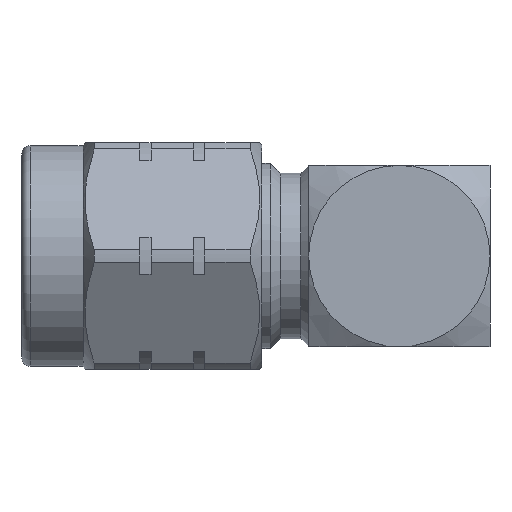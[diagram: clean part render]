
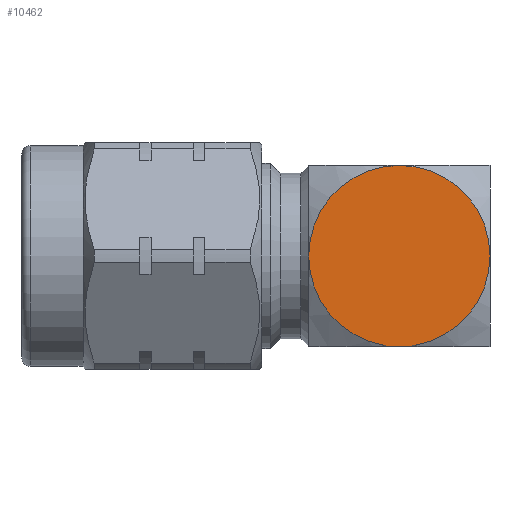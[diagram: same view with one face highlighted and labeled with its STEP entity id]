
A CAD part, front view. The second image highlights one B-rep face of the part: STEP entity #10462.
In plain terms, the highlighted planar face has unit normal (0, -1, 0).
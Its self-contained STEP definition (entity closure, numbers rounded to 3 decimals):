
#118 = CIRCLE ( 'NONE', #992, 3.196 ) ;
#680 = DIRECTION ( 'NONE',  ( 0., -1., 0. ) ) ;
#730 = DIRECTION ( 'NONE',  ( 0., 0., -1. ) ) ;
#968 = EDGE_CURVE ( 'NONE', #7736, #8836, #4652, .T. ) ;
#978 = ORIENTED_EDGE ( 'NONE', *, *, #5202, .T. ) ;
#992 = AXIS2_PLACEMENT_3D ( 'NONE', #8376, #4220, #5902 ) ;
#1158 = EDGE_LOOP ( 'NONE', ( #7462, #978, #10055 ) ) ;
#1211 = CIRCLE ( 'NONE', #1729, 3.196 ) ;
#1483 = VERTEX_POINT ( 'NONE', #4809 ) ;
#1729 = AXIS2_PLACEMENT_3D ( 'NONE', #6560, #6504, #730 ) ;
#2306 = FACE_OUTER_BOUND ( 'NONE', #1158, .T. ) ;
#2380 = AXIS2_PLACEMENT_3D ( 'NONE', #10727, #680, #8381 ) ;
#2474 = CARTESIAN_POINT ( 'NONE',  ( 8.978, -3.322, 0. ) ) ;
#3454 = DIRECTION ( 'NONE',  ( 0., 1., 0. ) ) ;
#3562 = DIRECTION ( 'NONE',  ( 0., 0., 1. ) ) ;
#4220 = DIRECTION ( 'NONE',  ( 0., -1., 0. ) ) ;
#4652 = CIRCLE ( 'NONE', #2380, 3.196 ) ;
#4809 = CARTESIAN_POINT ( 'NONE',  ( 5.782, -3.322, -3.196 ) ) ;
#5201 = AXIS2_PLACEMENT_3D ( 'NONE', #5623, #3454, #3562 ) ;
#5202 = EDGE_CURVE ( 'NONE', #1483, #7736, #118, .T. ) ;
#5267 = CARTESIAN_POINT ( 'NONE',  ( 2.586, -3.322, 0. ) ) ;
#5623 = CARTESIAN_POINT ( 'NONE',  ( 2.586, -3.322, 3.196 ) ) ;
#5902 = DIRECTION ( 'NONE',  ( 0., 0., -1. ) ) ;
#6504 = DIRECTION ( 'NONE',  ( 0., -1., 0. ) ) ;
#6560 = CARTESIAN_POINT ( 'NONE',  ( 5.782, -3.322, 0. ) ) ;
#6671 = PLANE ( 'NONE',  #5201 ) ;
#7462 = ORIENTED_EDGE ( 'NONE', *, *, #7589, .T. ) ;
#7589 = EDGE_CURVE ( 'NONE', #8836, #1483, #1211, .T. ) ;
#7736 = VERTEX_POINT ( 'NONE', #2474 ) ;
#8376 = CARTESIAN_POINT ( 'NONE',  ( 5.782, -3.322, 0. ) ) ;
#8381 = DIRECTION ( 'NONE',  ( 0., 0., -1. ) ) ;
#8836 = VERTEX_POINT ( 'NONE', #5267 ) ;
#10055 = ORIENTED_EDGE ( 'NONE', *, *, #968, .T. ) ;
#10462 = ADVANCED_FACE ( 'NONE', ( #2306 ), #6671, .F. ) ;
#10727 = CARTESIAN_POINT ( 'NONE',  ( 5.782, -3.322, 0. ) ) ;
